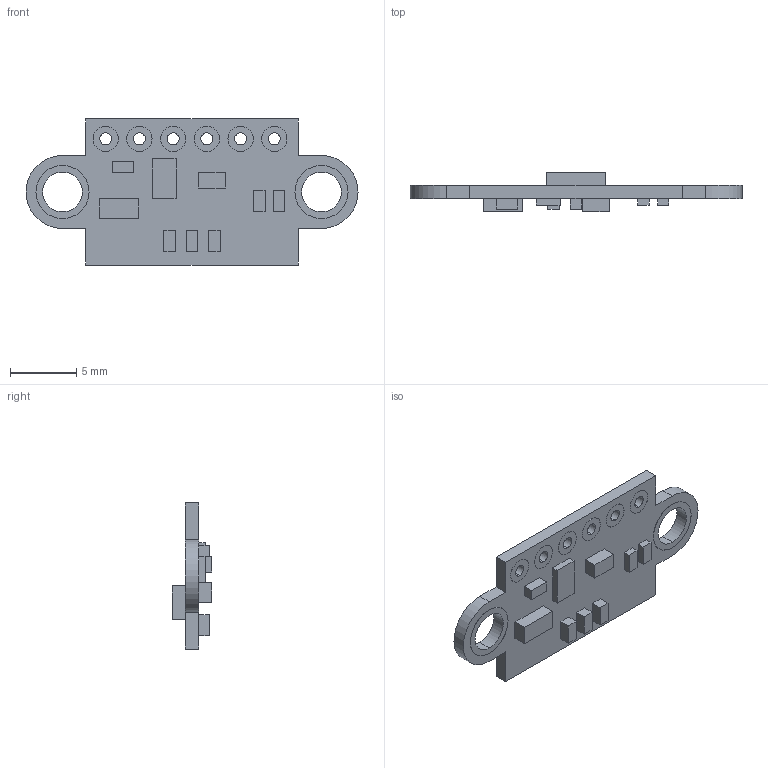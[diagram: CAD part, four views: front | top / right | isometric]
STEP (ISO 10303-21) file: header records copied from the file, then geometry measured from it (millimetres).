
FILE_DESCRIPTION (( 'STEP AP203' ), '1' );
FILE_NAME ('vl53l0x no headers.STEP', '2018-09-23T20:45:07', ( '' ), ( '' ), 'SwSTEP 2.0', 'SolidWorks 2018', '' );
FILE_SCHEMA (( 'CONFIG_CONTROL_DESIGN' ));
Length unit declared in the file: millimetre
Products named in the file (2): vl53l0x_PCB; vl53l0x no headers
Assembly tree (1 placements, depth 2):
  vl53l0x no headers
    vl53l0x_PCB
Bounding box: 25 x 3 x 11 mm (x, y, z)
Volume: 228.1 mm3; surface area: 561.9 mm2
Topology: 1 solids, 1 shells, 128 faces, 300 edges, 200 vertices
Faces by surface type: plane 78, cylinder 50
Entity records: 3912 total; most frequent: DIRECTION 664, CARTESIAN_POINT 632, ORIENTED_EDGE 600, EDGE_CURVE 300, AXIS2_PLACEMENT_3D 232, LINE 200, VERTEX_POINT 200, VECTOR 200
